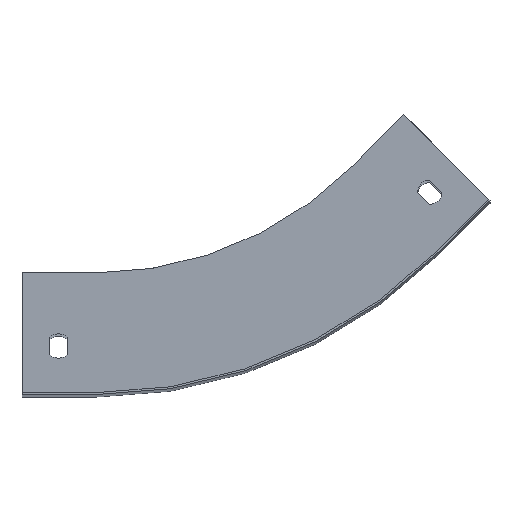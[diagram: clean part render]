
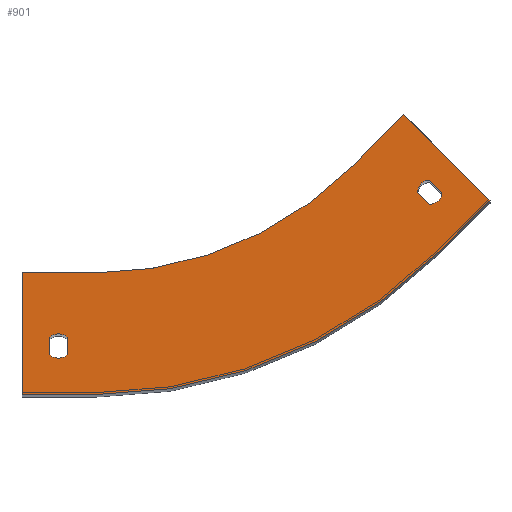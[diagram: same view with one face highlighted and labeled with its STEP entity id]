
A CAD part, top view. The second image highlights one B-rep face of the part: STEP entity #901.
In plain terms, the highlighted planar face has unit normal (0, 0, 1).
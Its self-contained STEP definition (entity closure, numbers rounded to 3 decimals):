
#83 = DIRECTION ( 'NONE',  ( -0.707, -0.707, 0. ) ) ;
#84 = DIRECTION ( 'NONE',  ( 0., 0., -1. ) ) ;
#85 = CARTESIAN_POINT ( 'NONE',  ( 167.53, 33.18, 0.8 ) ) ;
#86 = CARTESIAN_POINT ( 'NONE',  ( 172.53, 33.13, 0.8 ) ) ;
#90 = DIRECTION ( 'NONE',  ( 1., 0., 0. ) ) ;
#91 = DIRECTION ( 'NONE',  ( 0., 0., 1. ) ) ;
#92 = CARTESIAN_POINT ( 'NONE',  ( 15., -30., 0.8 ) ) ;
#93 = DIRECTION ( 'NONE',  ( 0.707, -0.707, 0. ) ) ;
#94 = DIRECTION ( 'NONE',  ( 0., 1., 0. ) ) ;
#97 = CARTESIAN_POINT ( 'NONE',  ( 18.5, -33.571, 0.8 ) ) ;
#98 = DIRECTION ( 'NONE',  ( 1., 0., 0. ) ) ;
#99 = DIRECTION ( 'NONE',  ( 0., 0., -1. ) ) ;
#100 = CARTESIAN_POINT ( 'NONE',  ( 29.792, 150., 0.8 ) ) ;
#111 = DIRECTION ( 'NONE',  ( -1., 0., 0. ) ) ;
#113 = CARTESIAN_POINT ( 'NONE',  ( 0., 0., 0.8 ) ) ;
#118 = DIRECTION ( 'NONE',  ( -0.707, -0.707, 0. ) ) ;
#119 = CARTESIAN_POINT ( 'NONE',  ( 156.924, 65., 0.8 ) ) ;
#129 = DIRECTION ( 'NONE',  ( 1., 0., 0. ) ) ;
#132 = CARTESIAN_POINT ( 'NONE',  ( 0., -50., 0.8 ) ) ;
#133 = DIRECTION ( 'NONE',  ( 1., 0., 0. ) ) ;
#134 = DIRECTION ( 'NONE',  ( 0., 0., 1. ) ) ;
#135 = CARTESIAN_POINT ( 'NONE',  ( 29.792, 150., 0.8 ) ) ;
#139 = CARTESIAN_POINT ( 'NONE',  ( 0., 0., 0.8 ) ) ;
#141 = DIRECTION ( 'NONE',  ( -0.707, 0.707, 0. ) ) ;
#149 = DIRECTION ( 'NONE',  ( 0., -1., 0. ) ) ;
#157 = CARTESIAN_POINT ( 'NONE',  ( 192.279, 29.645, 0.8 ) ) ;
#222 = EDGE_CURVE ( 'NONE', #416, #397, #789, .T. ) ;
#223 = EDGE_CURVE ( 'NONE', #407, #413, #784, .T. ) ;
#224 = EDGE_CURVE ( 'NONE', #413, #416, #791, .T. ) ;
#226 = EDGE_CURVE ( 'NONE', #345, #415, #795, .T. ) ;
#227 = EDGE_CURVE ( 'NONE', #415, #418, #796, .T. ) ;
#231 = EDGE_CURVE ( 'NONE', #418, #419, #803, .T. ) ;
#232 = EDGE_CURVE ( 'NONE', #419, #407, #805, .T. ) ;
#233 = EDGE_CURVE ( 'NONE', #412, #414, #806, .T. ) ;
#234 = EDGE_CURVE ( 'NONE', #414, #420, #808, .T. ) ;
#246 = EDGE_CURVE ( 'NONE', #317, #417, #810, .T. ) ;
#247 = EDGE_CURVE ( 'NONE', #426, #317, #790, .T. ) ;
#249 = AXIS2_PLACEMENT_3D ( 'NONE', #1168, #1166, #1165 ) ;
#250 = AXIS2_PLACEMENT_3D ( 'NONE', #1180, #1178, #1177 ) ;
#269 = AXIS2_PLACEMENT_3D ( 'NONE', #85, #84, #83 ) ;
#271 = AXIS2_PLACEMENT_3D ( 'NONE', #92, #91, #90 ) ;
#273 = AXIS2_PLACEMENT_3D ( 'NONE', #100, #99, #98 ) ;
#278 = AXIS2_PLACEMENT_3D ( 'NONE', #135, #134, #133 ) ;
#303 = EDGE_CURVE ( 'NONE', #397, #345, #856, .T. ) ;
#309 = EDGE_CURVE ( 'NONE', #421, #412, #869, .T. ) ;
#310 = EDGE_CURVE ( 'NONE', #420, #421, #868, .T. ) ;
#311 = EDGE_CURVE ( 'NONE', #417, #424, #867, .T. ) ;
#312 = EDGE_CURVE ( 'NONE', #424, #426, #871, .T. ) ;
#317 = VERTEX_POINT ( 'NONE', #1169 ) ;
#345 = VERTEX_POINT ( 'NONE', #1137 ) ;
#354 = ORIENTED_EDGE ( 'NONE', *, *, #311, .T. ) ;
#356 = ORIENTED_EDGE ( 'NONE', *, *, #312, .T. ) ;
#357 = ORIENTED_EDGE ( 'NONE', *, *, #247, .T. ) ;
#360 = ORIENTED_EDGE ( 'NONE', *, *, #246, .T. ) ;
#364 = ORIENTED_EDGE ( 'NONE', *, *, #223, .T. ) ;
#365 = ORIENTED_EDGE ( 'NONE', *, *, #224, .T. ) ;
#366 = ORIENTED_EDGE ( 'NONE', *, *, #222, .T. ) ;
#367 = ORIENTED_EDGE ( 'NONE', *, *, #303, .T. ) ;
#397 = VERTEX_POINT ( 'NONE', #1123 ) ;
#407 = VERTEX_POINT ( 'NONE', #1113 ) ;
#412 = VERTEX_POINT ( 'NONE', #1106 ) ;
#413 = VERTEX_POINT ( 'NONE', #1105 ) ;
#414 = VERTEX_POINT ( 'NONE', #1103 ) ;
#415 = VERTEX_POINT ( 'NONE', #1102 ) ;
#416 = VERTEX_POINT ( 'NONE', #1100 ) ;
#417 = VERTEX_POINT ( 'NONE', #1099 ) ;
#418 = VERTEX_POINT ( 'NONE', #1097 ) ;
#419 = VERTEX_POINT ( 'NONE', #1108 ) ;
#420 = VERTEX_POINT ( 'NONE', #1116 ) ;
#421 = VERTEX_POINT ( 'NONE', #725 ) ;
#424 = VERTEX_POINT ( 'NONE', #720 ) ;
#426 = VERTEX_POINT ( 'NONE', #712 ) ;
#578 = EDGE_LOOP ( 'NONE', ( #1092, #1094, #1095, #1096 ) ) ;
#581 = EDGE_LOOP ( 'NONE', ( #354, #356, #357, #360 ) ) ;
#585 = EDGE_LOOP ( 'NONE', ( #364, #365, #366, #367, #1088, #1089, #1090, #1091 ) ) ;
#620 = AXIS2_PLACEMENT_3D ( 'NONE', #1228, #1239, #1224 ) ;
#712 = CARTESIAN_POINT ( 'NONE',  ( 167.48, 38.18, 0.8 ) ) ;
#720 = CARTESIAN_POINT ( 'NONE',  ( 162.531, 33.23, 0.8 ) ) ;
#725 = CARTESIAN_POINT ( 'NONE',  ( 11.5, -33.571, 0.8 ) ) ;
#784 = LINE ( 'NONE', #139, #792 ) ;
#789 = CIRCLE ( 'NONE', #278, 200. ) ;
#790 = LINE ( 'NONE', #86, #813 ) ;
#791 = LINE ( 'NONE', #132, #794 ) ;
#792 = VECTOR ( 'NONE', #149, 1000. ) ;
#794 = VECTOR ( 'NONE', #129, 1000. ) ;
#795 = LINE ( 'NONE', #157, #797 ) ;
#796 = LINE ( 'NONE', #119, #799 ) ;
#797 = VECTOR ( 'NONE', #141, 1000. ) ;
#799 = VECTOR ( 'NONE', #118, 1000. ) ;
#803 = CIRCLE ( 'NONE', #273, 150. ) ;
#805 = LINE ( 'NONE', #113, #807 ) ;
#806 = LINE ( 'NONE', #97, #809 ) ;
#807 = VECTOR ( 'NONE', #111, 1000. ) ;
#808 = CIRCLE ( 'NONE', #271, 5. ) ;
#809 = VECTOR ( 'NONE', #94, 1000. ) ;
#810 = CIRCLE ( 'NONE', #269, 5. ) ;
#813 = VECTOR ( 'NONE', #93, 1000. ) ;
#856 = LINE ( 'NONE', #1157, #859 ) ;
#859 = VECTOR ( 'NONE', #1153, 1000. ) ;
#867 = LINE ( 'NONE', #1176, #872 ) ;
#868 = LINE ( 'NONE', #1098, #870 ) ;
#869 = CIRCLE ( 'NONE', #250, 5. ) ;
#870 = VECTOR ( 'NONE', #1122, 1000. ) ;
#871 = CIRCLE ( 'NONE', #249, 5. ) ;
#872 = VECTOR ( 'NONE', #1174, 1000. ) ;
#901 = ADVANCED_FACE ( 'NONE', ( #951, #956, #954 ), #1226, .T. ) ;
#951 = FACE_OUTER_BOUND ( 'NONE', #585, .T. ) ;
#954 = FACE_BOUND ( 'NONE', #581, .T. ) ;
#956 = FACE_BOUND ( 'NONE', #578, .T. ) ;
#1088 = ORIENTED_EDGE ( 'NONE', *, *, #226, .T. ) ;
#1089 = ORIENTED_EDGE ( 'NONE', *, *, #227, .T. ) ;
#1090 = ORIENTED_EDGE ( 'NONE', *, *, #231, .T. ) ;
#1091 = ORIENTED_EDGE ( 'NONE', *, *, #232, .T. ) ;
#1092 = ORIENTED_EDGE ( 'NONE', *, *, #234, .F. ) ;
#1094 = ORIENTED_EDGE ( 'NONE', *, *, #233, .F. ) ;
#1095 = ORIENTED_EDGE ( 'NONE', *, *, #309, .F. ) ;
#1096 = ORIENTED_EDGE ( 'NONE', *, *, #310, .F. ) ;
#1097 = CARTESIAN_POINT ( 'NONE',  ( 135.858, 43.934, 0.8 ) ) ;
#1098 = CARTESIAN_POINT ( 'NONE',  ( 11.5, -33.571, 0.8 ) ) ;
#1099 = CARTESIAN_POINT ( 'NONE',  ( 167.58, 28.18, 0.8 ) ) ;
#1100 = CARTESIAN_POINT ( 'NONE',  ( 29.792, -50., 0.8 ) ) ;
#1102 = CARTESIAN_POINT ( 'NONE',  ( 156.924, 65., 0.8 ) ) ;
#1103 = CARTESIAN_POINT ( 'NONE',  ( 18.5, -26.429, 0.8 ) ) ;
#1105 = CARTESIAN_POINT ( 'NONE',  ( 0., -50., 0.8 ) ) ;
#1106 = CARTESIAN_POINT ( 'NONE',  ( 18.5, -33.571, 0.8 ) ) ;
#1108 = CARTESIAN_POINT ( 'NONE',  ( 29.792, 0., 0.8 ) ) ;
#1113 = CARTESIAN_POINT ( 'NONE',  ( 0., 0., 0.8 ) ) ;
#1116 = CARTESIAN_POINT ( 'NONE',  ( 11.5, -26.429, 0.8 ) ) ;
#1122 = DIRECTION ( 'NONE',  ( 0., -1., 0. ) ) ;
#1123 = CARTESIAN_POINT ( 'NONE',  ( 171.213, 8.579, 0.8 ) ) ;
#1137 = CARTESIAN_POINT ( 'NONE',  ( 192.279, 29.645, 0.8 ) ) ;
#1153 = DIRECTION ( 'NONE',  ( 0.707, 0.707, 0. ) ) ;
#1157 = CARTESIAN_POINT ( 'NONE',  ( 192.279, 29.645, 0.8 ) ) ;
#1165 = DIRECTION ( 'NONE',  ( -0.707, -0.707, 0. ) ) ;
#1166 = DIRECTION ( 'NONE',  ( 0., 0., -1. ) ) ;
#1168 = CARTESIAN_POINT ( 'NONE',  ( 167.53, 33.18, 0.8 ) ) ;
#1169 = CARTESIAN_POINT ( 'NONE',  ( 172.53, 33.13, 0.8 ) ) ;
#1174 = DIRECTION ( 'NONE',  ( -0.707, 0.707, 0. ) ) ;
#1176 = CARTESIAN_POINT ( 'NONE',  ( 167.58, 28.18, 0.8 ) ) ;
#1177 = DIRECTION ( 'NONE',  ( 1., 0., 0. ) ) ;
#1178 = DIRECTION ( 'NONE',  ( 0., 0., 1. ) ) ;
#1180 = CARTESIAN_POINT ( 'NONE',  ( 15., -30., 0.8 ) ) ;
#1224 = DIRECTION ( 'NONE',  ( 1., 0., 0. ) ) ;
#1226 = PLANE ( 'NONE',  #620 ) ;
#1228 = CARTESIAN_POINT ( 'NONE',  ( 29.792, 150., 0.8 ) ) ;
#1239 = DIRECTION ( 'NONE',  ( 0., 0., 1. ) ) ;
